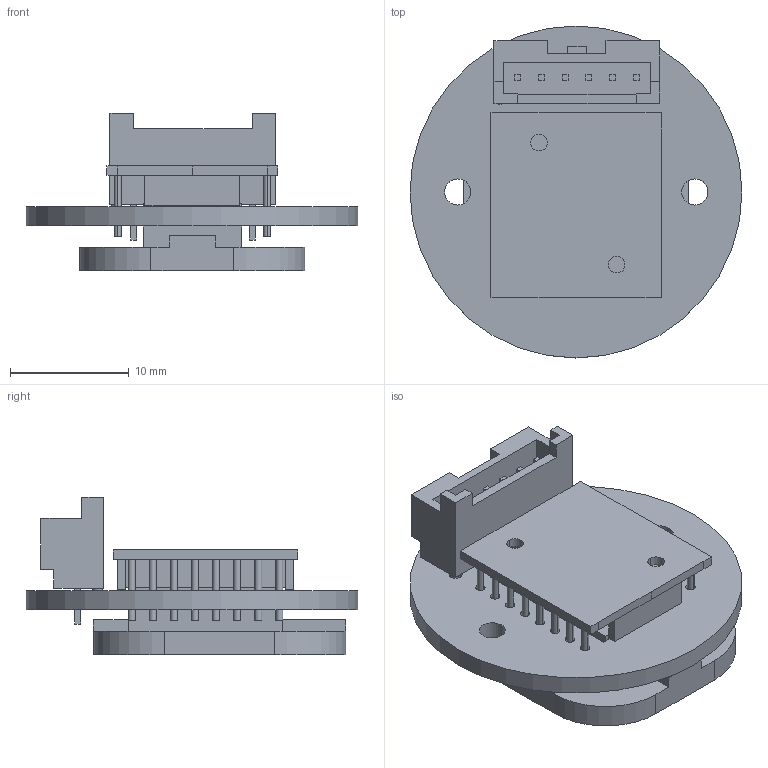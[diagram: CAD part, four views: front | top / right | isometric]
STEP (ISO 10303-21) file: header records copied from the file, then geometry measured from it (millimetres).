
FILE_DESCRIPTION(('KiCad electronic assembly'),'2;1');
FILE_NAME('module-optique.step','2023-09-22T23:11:57',('Pcbnew'),( 'Kicad'),'Open CASCADE STEP processor 7.6','KiCad to STEP converter' ,'Unknown');
FILE_SCHEMA(('AUTOMOTIVE_DESIGN { 1 0 10303 214 1 1 1 1 }'));
Length unit declared in the file: millimetre
Products named in the file (6): module-optique 1; B06B-PASK-1; SOLID; ADNS 9800 + Lentille; COMPOUND; module-optique PCB
Assembly tree (5 placements, depth 3):
  module-optique 1
    B06B-PASK-1
      SOLID
    ADNS 9800 + Lentille
      COMPOUND
    module-optique PCB
Bounding box: 28 x 28 x 13.3 mm (x, y, z)
Volume: 2660.1 mm3; surface area: 3751.7 mm2
Topology: 4 solids, 4 shells, 234 faces, 582 edges, 388 vertices
Faces by surface type: plane 164, cylinder 70
Full cylindrical faces by diameter (mm): 0.7 x6, 0.8 x16, 1.1 x1, 2.2 x2, 28 x1
Entity records: 15035 total; most frequent: CARTESIAN_POINT 2456, DIRECTION 2356, LINE 1464, VECTOR 1464, ORIENTED_EDGE 1164, PCURVE 1164, DEFINITIONAL_REPRESENTATION 1164, EDGE_CURVE 582
